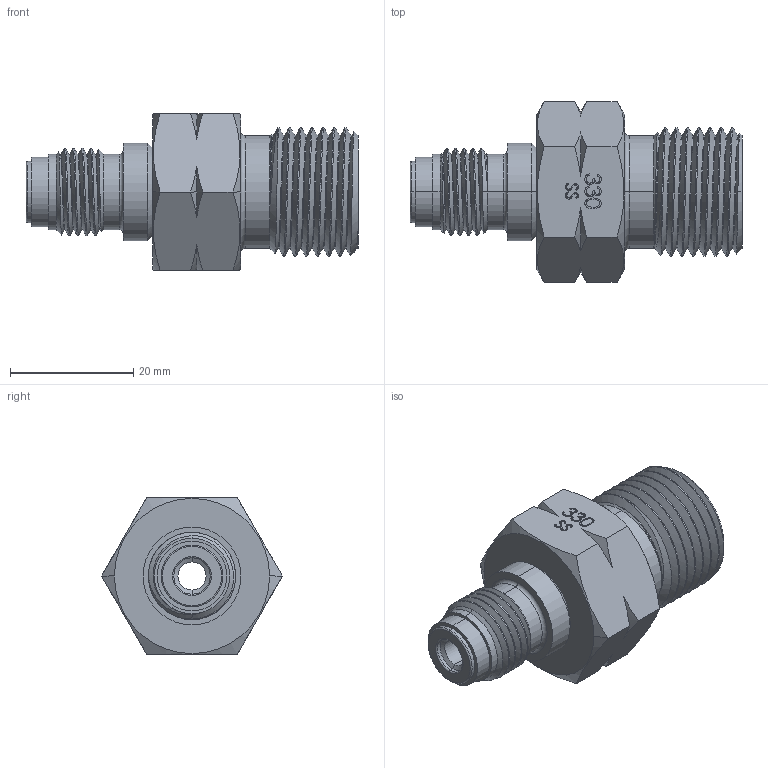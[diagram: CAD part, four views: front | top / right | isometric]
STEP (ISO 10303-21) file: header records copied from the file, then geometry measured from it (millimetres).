
FILE_DESCRIPTION (( 'STEP AP203' ), '1' );
FILE_NAME ('AD-330MSS-4MFS.STEP', '2025-09-16T17:12:58', ( '' ), ( '' ), 'SwSTEP 2.0', 'SolidWorks 2018', '' );
FILE_SCHEMA (( 'CONFIG_CONTROL_DESIGN' ));
Length unit declared in the file: inch
Products named in the file (3): PRT-000878; PRT-001202; AD-330MSS-4MFS
Assembly tree (2 placements, depth 2):
  AD-330MSS-4MFS
    PRT-000878
    PRT-001202
Bounding box: 53.83 x 29.33 x 25.4 mm (x, y, z)
Volume: 14515.2 mm3; surface area: 7535.4 mm2
Topology: 2 solids, 2 shells, 236 faces, 628 edges, 407 vertices
Faces by surface type: bspline 75, cylinder 63, cone 58, plane 32, torus 8
Entity records: 17341 total; most frequent: CARTESIAN_POINT 12021, ORIENTED_EDGE 1256, DIRECTION 735, EDGE_CURVE 628, VERTEX_POINT 407, AXIS2_PLACEMENT_3D 259, EDGE_LOOP 251, ADVANCED_FACE 236
